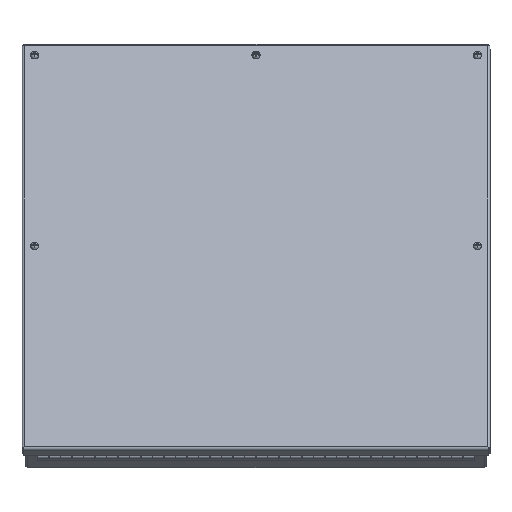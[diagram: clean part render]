
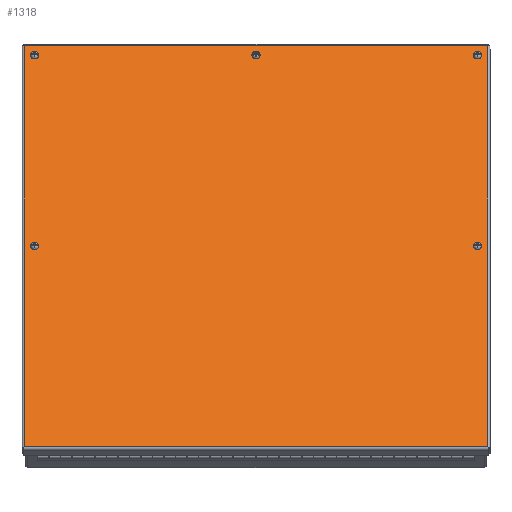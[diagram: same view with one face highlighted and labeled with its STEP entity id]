
A CAD part, front view. The second image highlights one B-rep face of the part: STEP entity #1318.
In plain terms, the highlighted planar face has unit normal (0, -0.866, 0.5).
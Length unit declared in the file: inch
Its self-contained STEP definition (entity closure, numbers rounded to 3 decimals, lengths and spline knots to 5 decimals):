
#143 = EDGE_LOOP ( 'NONE', ( #10786, #8818 ) ) ;
#220 = DIRECTION ( 'NONE',  ( 0., 0.866, -0.5 ) ) ;
#335 = CARTESIAN_POINT ( 'NONE',  ( -9.625, -8.26604, 9.73638 ) ) ;
#826 = LINE ( 'NONE', #16044, #14015 ) ;
#1318 = ADVANCED_FACE ( 'NONE', ( #19052, #9928, #18624, #5938, #23324, #23191 ), #6228, .F. ) ;
#1384 = DIRECTION ( 'NONE',  ( 0., 0.866, -0.5 ) ) ;
#1493 = EDGE_CURVE ( 'NONE', #13643, #3642, #22962, .T. ) ;
#1533 = CARTESIAN_POINT ( 'NONE',  ( 0., -3.60229, 17.81423 ) ) ;
#1674 = VERTEX_POINT ( 'NONE', #14294 ) ;
#1711 = LINE ( 'NONE', #3452, #8955 ) ;
#1859 = CARTESIAN_POINT ( 'NONE',  ( 0., -3.53979, 17.92248 ) ) ;
#1902 = DIRECTION ( 'NONE',  ( 0., 0.866, -0.5 ) ) ;
#2554 = CARTESIAN_POINT ( 'NONE',  ( 10.1715, -3.29679, 18.34337 ) ) ;
#3379 = AXIS2_PLACEMENT_3D ( 'NONE', #1859, #5986, #21675 ) ;
#3452 = CARTESIAN_POINT ( 'NONE',  ( 10.0635, -13.41429, 0.81935 ) ) ;
#3642 = VERTEX_POINT ( 'NONE', #14573 ) ;
#4175 = EDGE_CURVE ( 'NONE', #21785, #5706, #26667, .T. ) ;
#4620 = DIRECTION ( 'NONE',  ( 0., 0.866, -0.5 ) ) ;
#4842 = EDGE_CURVE ( 'NONE', #14620, #22090, #18009, .T. ) ;
#4883 = CARTESIAN_POINT ( 'NONE',  ( 9.625, -3.60229, 17.81423 ) ) ;
#5217 = EDGE_LOOP ( 'NONE', ( #18399, #18763, #9651, #18119 ) ) ;
#5308 = AXIS2_PLACEMENT_3D ( 'NONE', #25049, #25599, #5514 ) ;
#5384 = DIRECTION ( 'NONE',  ( -1., 0., 0. ) ) ;
#5514 = DIRECTION ( 'NONE',  ( 0., -0.5, -0.866 ) ) ;
#5706 = VERTEX_POINT ( 'NONE', #26506 ) ;
#5938 = FACE_BOUND ( 'NONE', #9609, .T. ) ;
#5943 = CARTESIAN_POINT ( 'NONE',  ( 9.625, -8.32854, 9.62812 ) ) ;
#5986 = DIRECTION ( 'NONE',  ( 0., 0.866, -0.5 ) ) ;
#6075 = DIRECTION ( 'NONE',  ( 0., -0.5, -0.866 ) ) ;
#6086 = CARTESIAN_POINT ( 'NONE',  ( 9.625, -3.47729, 18.03074 ) ) ;
#6228 = PLANE ( 'NONE',  #8800 ) ;
#6353 = VERTEX_POINT ( 'NONE', #4883 ) ;
#6463 = DIRECTION ( 'NONE',  ( 0., 0.5, 0.866 ) ) ;
#6593 = CIRCLE ( 'NONE', #10274, 0.125 ) ;
#6838 = VERTEX_POINT ( 'NONE', #21825 ) ;
#6839 = DIRECTION ( 'NONE',  ( 0., 0.5, 0.866 ) ) ;
#6941 = AXIS2_PLACEMENT_3D ( 'NONE', #5943, #17040, #10629 ) ;
#7086 = CIRCLE ( 'NONE', #20310, 0.125 ) ;
#7109 = CARTESIAN_POINT ( 'NONE',  ( -9.625, -8.39104, 9.51987 ) ) ;
#7487 = EDGE_CURVE ( 'NONE', #18726, #6838, #22161, .T. ) ;
#8200 = DIRECTION ( 'NONE',  ( 0., 0.866, -0.5 ) ) ;
#8219 = VERTEX_POINT ( 'NONE', #335 ) ;
#8334 = EDGE_CURVE ( 'NONE', #22254, #1674, #1711, .T. ) ;
#8556 = EDGE_LOOP ( 'NONE', ( #8864, #14599 ) ) ;
#8800 = AXIS2_PLACEMENT_3D ( 'NONE', #18908, #1384, #6075 ) ;
#8818 = ORIENTED_EDGE ( 'NONE', *, *, #11359, .T. ) ;
#8864 = ORIENTED_EDGE ( 'NONE', *, *, #26886, .T. ) ;
#8955 = VECTOR ( 'NONE', #16126, 39.37008 ) ;
#9124 = ORIENTED_EDGE ( 'NONE', *, *, #17651, .T. ) ;
#9481 = EDGE_CURVE ( 'NONE', #1674, #21785, #826, .T. ) ;
#9609 = EDGE_LOOP ( 'NONE', ( #11845, #9124 ) ) ;
#9651 = ORIENTED_EDGE ( 'NONE', *, *, #8334, .F. ) ;
#9928 = FACE_BOUND ( 'NONE', #11268, .T. ) ;
#10274 = AXIS2_PLACEMENT_3D ( 'NONE', #17575, #15008, #23865 ) ;
#10443 = AXIS2_PLACEMENT_3D ( 'NONE', #17584, #4620, #26303 ) ;
#10629 = DIRECTION ( 'NONE',  ( 0., -0.5, -0.866 ) ) ;
#10743 = CARTESIAN_POINT ( 'NONE',  ( 9.625, -3.53979, 17.92248 ) ) ;
#10786 = ORIENTED_EDGE ( 'NONE', *, *, #24836, .T. ) ;
#11241 = DIRECTION ( 'NONE',  ( 1., 0., 0. ) ) ;
#11268 = EDGE_LOOP ( 'NONE', ( #20001, #11877 ) ) ;
#11359 = EDGE_CURVE ( 'NONE', #8219, #15401, #6593, .T. ) ;
#11845 = ORIENTED_EDGE ( 'NONE', *, *, #4842, .T. ) ;
#11877 = ORIENTED_EDGE ( 'NONE', *, *, #23785, .T. ) ;
#12539 = CARTESIAN_POINT ( 'NONE',  ( 9.625, -8.26604, 9.73638 ) ) ;
#13317 = EDGE_CURVE ( 'NONE', #22125, #6353, #21110, .T. ) ;
#13359 = LINE ( 'NONE', #2554, #27073 ) ;
#13643 = VERTEX_POINT ( 'NONE', #17109 ) ;
#14015 = VECTOR ( 'NONE', #5384, 39.37008 ) ;
#14112 = CIRCLE ( 'NONE', #22796, 0.125 ) ;
#14278 = AXIS2_PLACEMENT_3D ( 'NONE', #21767, #220, #15319 ) ;
#14294 = CARTESIAN_POINT ( 'NONE',  ( 10.0635, -13.36029, 0.91288 ) ) ;
#14295 = EDGE_CURVE ( 'NONE', #5706, #22254, #13359, .T. ) ;
#14544 = DIRECTION ( 'NONE',  ( 0., -0.5, -0.866 ) ) ;
#14573 = CARTESIAN_POINT ( 'NONE',  ( -9.625, -3.60229, 17.81423 ) ) ;
#14599 = ORIENTED_EDGE ( 'NONE', *, *, #7487, .T. ) ;
#14620 = VERTEX_POINT ( 'NONE', #24184 ) ;
#14755 = DIRECTION ( 'NONE',  ( 0., 0.5, 0.866 ) ) ;
#14994 = CIRCLE ( 'NONE', #10443, 0.125 ) ;
#15008 = DIRECTION ( 'NONE',  ( 0., 0.866, -0.5 ) ) ;
#15254 = DIRECTION ( 'NONE',  ( 0., 0.5, 0.866 ) ) ;
#15319 = DIRECTION ( 'NONE',  ( 0., 0.5, 0.866 ) ) ;
#15376 = CARTESIAN_POINT ( 'NONE',  ( -9.625, -3.53979, 17.92248 ) ) ;
#15401 = VERTEX_POINT ( 'NONE', #7109 ) ;
#15654 = CIRCLE ( 'NONE', #3379, 0.125 ) ;
#16044 = CARTESIAN_POINT ( 'NONE',  ( 10.1715, -13.36029, 0.91288 ) ) ;
#16126 = DIRECTION ( 'NONE',  ( 0., -0.5, -0.866 ) ) ;
#17040 = DIRECTION ( 'NONE',  ( 0., 0.866, -0.5 ) ) ;
#17109 = CARTESIAN_POINT ( 'NONE',  ( -9.625, -3.47729, 18.03074 ) ) ;
#17575 = CARTESIAN_POINT ( 'NONE',  ( -9.625, -8.32854, 9.62812 ) ) ;
#17584 = CARTESIAN_POINT ( 'NONE',  ( 9.625, -3.53979, 17.92248 ) ) ;
#17651 = EDGE_CURVE ( 'NONE', #22090, #14620, #15654, .T. ) ;
#17662 = DIRECTION ( 'NONE',  ( 0., 0.866, -0.5 ) ) ;
#18009 = CIRCLE ( 'NONE', #20760, 0.125 ) ;
#18119 = ORIENTED_EDGE ( 'NONE', *, *, #14295, .F. ) ;
#18399 = ORIENTED_EDGE ( 'NONE', *, *, #4175, .F. ) ;
#18624 = FACE_OUTER_BOUND ( 'NONE', #5217, .T. ) ;
#18726 = VERTEX_POINT ( 'NONE', #12539 ) ;
#18763 = ORIENTED_EDGE ( 'NONE', *, *, #9481, .F. ) ;
#18908 = CARTESIAN_POINT ( 'NONE',  ( 10.1715, -13.41429, 0.81935 ) ) ;
#18982 = EDGE_CURVE ( 'NONE', #3642, #13643, #7086, .T. ) ;
#19052 = FACE_BOUND ( 'NONE', #20286, .T. ) ;
#19806 = VECTOR ( 'NONE', #15254, 39.37008 ) ;
#20001 = ORIENTED_EDGE ( 'NONE', *, *, #13317, .T. ) ;
#20079 = CARTESIAN_POINT ( 'NONE',  ( -10.0635, -13.36029, 0.91288 ) ) ;
#20286 = EDGE_LOOP ( 'NONE', ( #27288, #26484 ) ) ;
#20310 = AXIS2_PLACEMENT_3D ( 'NONE', #15376, #17662, #6839 ) ;
#20760 = AXIS2_PLACEMENT_3D ( 'NONE', #27761, #8200, #14755 ) ;
#21110 = CIRCLE ( 'NONE', #24754, 0.125 ) ;
#21675 = DIRECTION ( 'NONE',  ( 0., 0.5, 0.866 ) ) ;
#21767 = CARTESIAN_POINT ( 'NONE',  ( -9.625, -3.53979, 17.92248 ) ) ;
#21785 = VERTEX_POINT ( 'NONE', #20079 ) ;
#21825 = CARTESIAN_POINT ( 'NONE',  ( 9.625, -8.39104, 9.51987 ) ) ;
#22090 = VERTEX_POINT ( 'NONE', #1533 ) ;
#22125 = VERTEX_POINT ( 'NONE', #6086 ) ;
#22161 = CIRCLE ( 'NONE', #5308, 0.125 ) ;
#22254 = VERTEX_POINT ( 'NONE', #26750 ) ;
#22796 = AXIS2_PLACEMENT_3D ( 'NONE', #28114, #25965, #14544 ) ;
#22882 = CIRCLE ( 'NONE', #6941, 0.125 ) ;
#22962 = CIRCLE ( 'NONE', #14278, 0.125 ) ;
#23191 = FACE_BOUND ( 'NONE', #143, .T. ) ;
#23324 = FACE_BOUND ( 'NONE', #8556, .T. ) ;
#23785 = EDGE_CURVE ( 'NONE', #6353, #22125, #14994, .T. ) ;
#23865 = DIRECTION ( 'NONE',  ( 0., -0.5, -0.866 ) ) ;
#24184 = CARTESIAN_POINT ( 'NONE',  ( 0., -3.47729, 18.03074 ) ) ;
#24393 = CARTESIAN_POINT ( 'NONE',  ( -10.0635, -13.41429, 0.81935 ) ) ;
#24754 = AXIS2_PLACEMENT_3D ( 'NONE', #10743, #1902, #6463 ) ;
#24836 = EDGE_CURVE ( 'NONE', #15401, #8219, #14112, .T. ) ;
#25049 = CARTESIAN_POINT ( 'NONE',  ( 9.625, -8.32854, 9.62812 ) ) ;
#25599 = DIRECTION ( 'NONE',  ( 0., 0.866, -0.5 ) ) ;
#25965 = DIRECTION ( 'NONE',  ( 0., 0.866, -0.5 ) ) ;
#26303 = DIRECTION ( 'NONE',  ( 0., 0.5, 0.866 ) ) ;
#26484 = ORIENTED_EDGE ( 'NONE', *, *, #18982, .T. ) ;
#26506 = CARTESIAN_POINT ( 'NONE',  ( -10.0635, -3.29679, 18.34337 ) ) ;
#26667 = LINE ( 'NONE', #24393, #19806 ) ;
#26750 = CARTESIAN_POINT ( 'NONE',  ( 10.0635, -3.29679, 18.34337 ) ) ;
#26886 = EDGE_CURVE ( 'NONE', #6838, #18726, #22882, .T. ) ;
#27073 = VECTOR ( 'NONE', #11241, 39.37008 ) ;
#27288 = ORIENTED_EDGE ( 'NONE', *, *, #1493, .T. ) ;
#27761 = CARTESIAN_POINT ( 'NONE',  ( 0., -3.53979, 17.92248 ) ) ;
#28114 = CARTESIAN_POINT ( 'NONE',  ( -9.625, -8.32854, 9.62812 ) ) ;
